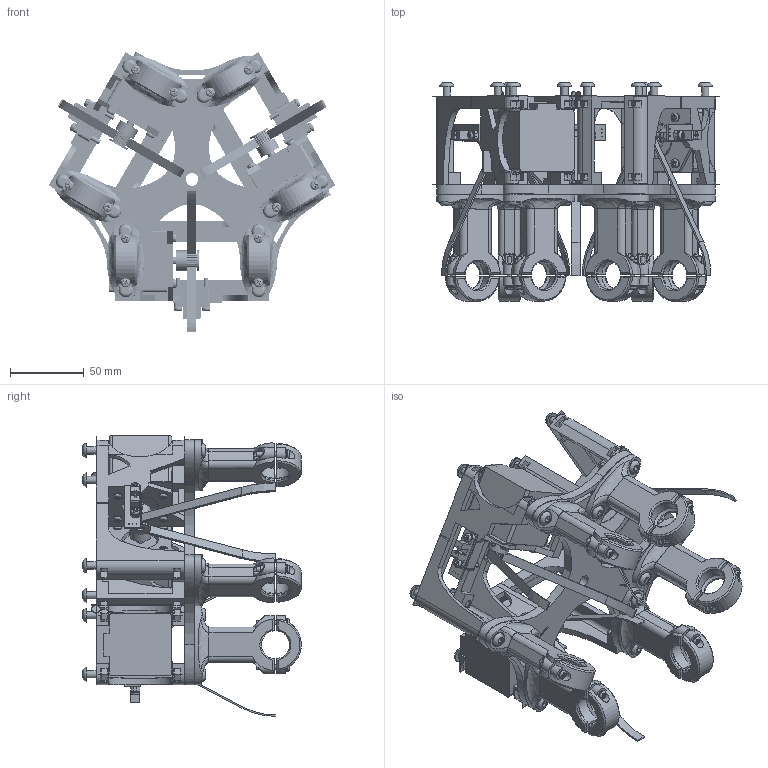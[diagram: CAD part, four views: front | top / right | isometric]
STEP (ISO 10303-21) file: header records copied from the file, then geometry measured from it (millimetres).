
FILE_DESCRIPTION(/* description */ ('Alibre Inc.'),/* implementation_level */ '2;1');
FILE_NAME(/* name */ 'export0',/* time_stamp */ '2015-07-11T14:39:26+12:00',/* author */ (''),/* organization */ (''),/* preprocessor_version */ 'ST-DEVELOPER v14',/* originating_system */ 'Alibre',/* authorisation */ '');
FILE_SCHEMA (('CONFIG_CONTROL_DESIGN'));
Length unit declared in the file: centimetre
Products named in the file (18): EM-ST17; DGP16T; ID_1; ID_2; ID_3; ID_4; ID_5; ID_6; ID_7; ID_8; PC03a; ID_9; DGB383; ID_10; ID_11
Bounding box: 194.03 x 147.95 x 190 mm (x, y, z)
Volume: 561722 mm3; surface area: 266178.9 mm2
Topology: 133 solids, 133 shells, 3555 faces, 9207 edges, 6029 vertices
Faces by surface type: plane 2528, cylinder 742, torus 102, cone 96, extrusion 57, bspline 30
Full cylindrical faces by diameter (mm): 0.4 x33, 2.459 x12, 3 x60, 3.3 x12, 3.5 x42, 5 x66, 5.3 x12, 5.6 x48, 6 x30, 8.5 x1, 9.5 x24, 10.35 x12, 14 x6, 22 x3, 25 x3
Entity records: 30581 total; most frequent: CARTESIAN_POINT 7982, ORIENTED_EDGE 3666, DIRECTION 3393, EDGE_CURVE 1833, AXIS2_PLACEMENT_3D 1316, VERTEX_POINT 1258, VECTOR 1196, LINE 1179
